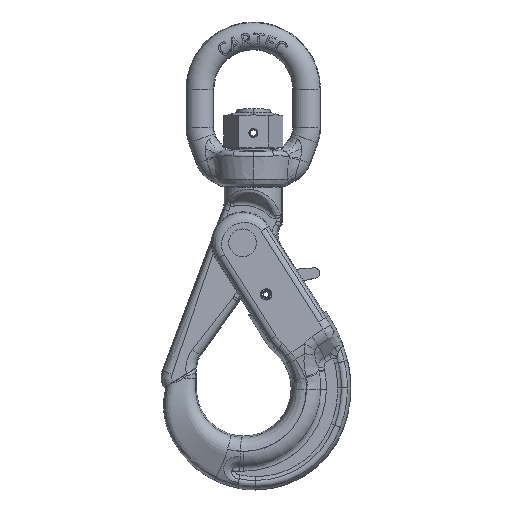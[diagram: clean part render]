
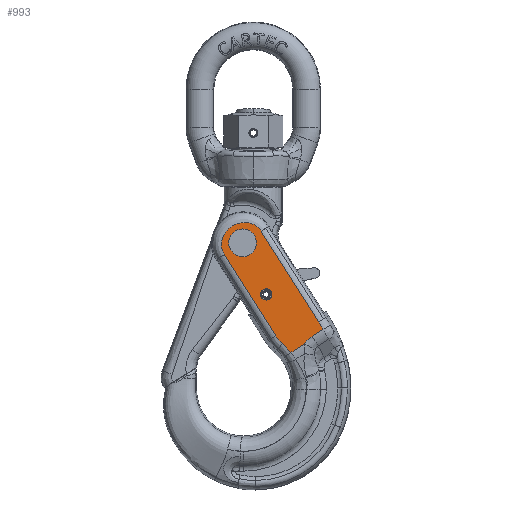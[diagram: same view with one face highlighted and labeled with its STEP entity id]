
A CAD part, top view. The second image highlights one B-rep face of the part: STEP entity #993.
In plain terms, the highlighted planar face has unit normal (0, 0, 1).
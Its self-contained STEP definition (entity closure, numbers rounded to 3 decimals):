
#993=ADVANCED_FACE('',(#2545,#2546,#2547),#2548,.F.);
#2545=FACE_OUTER_BOUND('',#4919,.T.);
#2546=FACE_BOUND('',#4920,.T.);
#2547=FACE_BOUND('',#4921,.T.);
#2548=PLANE('',#4922);
#4919=EDGE_LOOP('',(#34734,#34735,#34736,#34737,#34738,#34739,#34740,#34741,#34742));
#4920=EDGE_LOOP('',(#34743,#34744));
#4921=EDGE_LOOP('',(#34745,#34746));
#4922=AXIS2_PLACEMENT_3D('',#34747,#34748,#34749);
#34734=ORIENTED_EDGE('',*,*,#39885,.T.);
#34735=ORIENTED_EDGE('',*,*,#39906,.T.);
#34736=ORIENTED_EDGE('',*,*,#39888,.T.);
#34737=ORIENTED_EDGE('',*,*,#39898,.T.);
#34738=ORIENTED_EDGE('',*,*,#39902,.T.);
#34739=ORIENTED_EDGE('',*,*,#39907,.T.);
#34740=ORIENTED_EDGE('',*,*,#39785,.T.);
#34741=ORIENTED_EDGE('',*,*,#39870,.T.);
#34742=ORIENTED_EDGE('',*,*,#39790,.T.);
#34743=ORIENTED_EDGE('',*,*,#39796,.T.);
#34744=ORIENTED_EDGE('',*,*,#39878,.T.);
#34745=ORIENTED_EDGE('',*,*,#39801,.T.);
#34746=ORIENTED_EDGE('',*,*,#39875,.T.);
#34747=CARTESIAN_POINT('',(15.924,32.75,13.75));
#34748=DIRECTION('',(0.0,0.0,-1.0));
#34749=DIRECTION('',(0.0,-1.0,0.0));
#39785=EDGE_CURVE('',#42398,#42396,#42399,.T.);
#39790=EDGE_CURVE('',#42407,#42405,#42408,.T.);
#39796=EDGE_CURVE('',#42412,#42416,#42418,.T.);
#39801=EDGE_CURVE('',#42421,#42425,#42427,.T.);
#39870=EDGE_CURVE('',#42396,#42407,#42548,.T.);
#39875=EDGE_CURVE('',#42425,#42421,#42555,.T.);
#39878=EDGE_CURVE('',#42416,#42412,#42558,.T.);
#39885=EDGE_CURVE('',#42405,#42565,#42567,.T.);
#39888=EDGE_CURVE('',#42570,#42571,#42572,.T.);
#39898=EDGE_CURVE('',#42571,#42585,#42588,.T.);
#39902=EDGE_CURVE('',#42585,#42592,#42594,.T.);
#39906=EDGE_CURVE('',#42565,#42570,#42599,.T.);
#39907=EDGE_CURVE('',#42592,#42398,#42600,.T.);
#42396=VERTEX_POINT('',#46482);
#42398=VERTEX_POINT('',#46484);
#42399=LINE('',#46485,#46486);
#42405=VERTEX_POINT('',#46493);
#42407=VERTEX_POINT('',#46495);
#42408=LINE('',#46496,#46497);
#42412=VERTEX_POINT('',#46501);
#42416=VERTEX_POINT('',#46506);
#42418=CIRCLE('',#46509,2.625);
#42421=VERTEX_POINT('',#46512);
#42425=VERTEX_POINT('',#46517);
#42427=CIRCLE('',#46520,6.125);
#42548=B_SPLINE_CURVE_WITH_KNOTS('',3,(#47775,#47776,#47777,#47778,#47779,#47780,#47781,#47782,#47783,#47784,#47785,#47786,#47787,#47788,#47789,#47790,#47791,#47792,#47793,#47794,#47795,#47796,#47797,#47798,#47799,#47800,#47801,#47802,#47803,#47804,#47805,#47806,#47807,#47808,#47809,#47810,#47811),.UNSPECIFIED.,.F.,.F.,(4,3,3,3,3,3,3,3,3,3,3,3,4),(-1.0,-0.938,-0.875,-0.813,-0.75,-0.625,-0.5,-0.375,-0.25,-0.188,-0.125,-0.062,0.),.UNSPECIFIED.);
#42555=CIRCLE('',#47854,6.125);
#42558=CIRCLE('',#47857,2.625);
#42565=VERTEX_POINT('',#47865);
#42567=B_SPLINE_CURVE_WITH_KNOTS('',3,(#47867,#47868,#47869,#47870,#47871,#47872),.UNSPECIFIED.,.F.,.F.,(4,2,4),(0.699,0.712,0.725),.UNSPECIFIED.);
#42570=VERTEX_POINT('',#47881);
#42571=VERTEX_POINT('',#47882);
#42572=LINE('',#47883,#47884);
#42585=VERTEX_POINT('',#47937);
#42588=B_SPLINE_CURVE_WITH_KNOTS('',3,(#47940,#47941,#47942,#47943,#47944,#47945,#47946,#47947,#47948,#47949,#47950,#47951,#47952),.UNSPECIFIED.,.F.,.F.,(4,3,3,3,4),(0.0,0.25,0.5,0.75,1.0),.UNSPECIFIED.);
#42592=VERTEX_POINT('',#47974);
#42594=LINE('',#47997,#47998);
#42599=B_SPLINE_CURVE_WITH_KNOTS('',3,(#48007,#48008,#48009,#48010,#48011,#48012,#48013,#48014,#48015,#48016,#48017,#48018,#48019,#48020,#48021,#48022,#48023,#48024,#48025,#48026,#48027,#48028),.UNSPECIFIED.,.F.,.F.,(4,3,3,3,3,3,3,4),(-1.0,-0.5,-0.25,-0.125,-0.094,-0.078,-0.063,0.0),.UNSPECIFIED.);
#42600=CIRCLE('',#48029,64.406);
#46482=CARTESIAN_POINT('',(8.097,73.761,13.75));
#46484=CARTESIAN_POINT('',(35.027,31.244,13.75));
#46485=CARTESIAN_POINT('',(35.027,31.244,13.75));
#46486=VECTOR('',#63106,10.0);
#46493=CARTESIAN_POINT('',(14.985,24.741,13.75));
#46495=CARTESIAN_POINT('',(-9.147,62.839,13.75));
#46496=CARTESIAN_POINT('',(-9.147,62.839,13.75));
#46497=VECTOR('',#63114,10.0);
#46501=CARTESIAN_POINT('',(7.914,44.105,13.75));
#46506=CARTESIAN_POINT('',(13.164,44.105,13.75));
#46509=AXIS2_PLACEMENT_3D('',#63123,#63124,#63125);
#46512=CARTESIAN_POINT('',(-6.65,68.3,13.75));
#46517=CARTESIAN_POINT('',(5.6,68.3,13.75));
#46520=AXIS2_PLACEMENT_3D('',#63131,#63132,#63133);
#47775=CARTESIAN_POINT('',(8.097,73.761,13.75));
#47776=CARTESIAN_POINT('',(7.747,74.314,13.75));
#47777=CARTESIAN_POINT('',(7.333,74.828,13.75));
#47778=CARTESIAN_POINT('',(6.87,75.288,13.75));
#47779=CARTESIAN_POINT('',(6.406,75.747,13.75));
#47780=CARTESIAN_POINT('',(5.889,76.155,13.75));
#47781=CARTESIAN_POINT('',(5.336,76.498,13.75));
#47782=CARTESIAN_POINT('',(4.783,76.841,13.75));
#47783=CARTESIAN_POINT('',(4.192,77.121,13.75));
#47784=CARTESIAN_POINT('',(3.581,77.33,13.75));
#47785=CARTESIAN_POINT('',(2.97,77.54,13.75));
#47786=CARTESIAN_POINT('',(2.336,77.679,13.75));
#47787=CARTESIAN_POINT('',(1.702,77.746,13.75));
#47788=CARTESIAN_POINT('',(0.432,77.879,13.75));
#47789=CARTESIAN_POINT('',(-0.84,77.792,13.75));
#47790=CARTESIAN_POINT('',(-2.048,77.506,13.75));
#47791=CARTESIAN_POINT('',(-3.255,77.22,13.75));
#47792=CARTESIAN_POINT('',(-4.409,76.732,13.75));
#47793=CARTESIAN_POINT('',(-5.449,76.074,13.75));
#47794=CARTESIAN_POINT('',(-6.488,75.415,13.75));
#47795=CARTESIAN_POINT('',(-7.422,74.581,13.75));
#47796=CARTESIAN_POINT('',(-8.197,73.611,13.75));
#47797=CARTESIAN_POINT('',(-8.972,72.641,13.75));
#47798=CARTESIAN_POINT('',(-9.593,71.529,13.75));
#47799=CARTESIAN_POINT('',(-10.016,70.324,13.75));
#47800=CARTESIAN_POINT('',(-10.227,69.722,13.75));
#47801=CARTESIAN_POINT('',(-10.372,69.089,13.75));
#47802=CARTESIAN_POINT('',(-10.444,68.447,13.75));
#47803=CARTESIAN_POINT('',(-10.515,67.806,13.75));
#47804=CARTESIAN_POINT('',(-10.515,67.151,13.75));
#47805=CARTESIAN_POINT('',(-10.441,66.505,13.75));
#47806=CARTESIAN_POINT('',(-10.367,65.859,13.75));
#47807=CARTESIAN_POINT('',(-10.219,65.217,13.75));
#47808=CARTESIAN_POINT('',(-10.002,64.601,13.75));
#47809=CARTESIAN_POINT('',(-9.785,63.985,13.75));
#47810=CARTESIAN_POINT('',(-9.497,63.391,13.75));
#47811=CARTESIAN_POINT('',(-9.147,62.839,13.75));
#47854=AXIS2_PLACEMENT_3D('',#63266,#63267,#63268);
#47857=AXIS2_PLACEMENT_3D('',#63272,#63273,#63274);
#47865=CARTESIAN_POINT('',(18.198,21.008,13.75));
#47867=CARTESIAN_POINT('',(14.985,24.741,13.75));
#47868=CARTESIAN_POINT('',(15.424,24.047,13.75));
#47869=CARTESIAN_POINT('',(15.916,23.382,13.75));
#47870=CARTESIAN_POINT('',(16.993,22.132,13.75));
#47871=CARTESIAN_POINT('',(17.577,21.546,13.75));
#47872=CARTESIAN_POINT('',(18.198,21.008,13.75));
#47881=CARTESIAN_POINT('',(22.076,16.889,13.75));
#47882=CARTESIAN_POINT('',(28.61,21.028,13.75));
#47883=CARTESIAN_POINT('',(22.076,16.889,13.75));
#47884=VECTOR('',#63285,7.735);
#47937=CARTESIAN_POINT('',(32.062,24.554,13.75));
#47940=CARTESIAN_POINT('',(28.61,21.028,13.75));
#47941=CARTESIAN_POINT('',(28.831,21.383,13.75));
#47942=CARTESIAN_POINT('',(29.067,21.723,13.75));
#47943=CARTESIAN_POINT('',(29.321,22.049,13.75));
#47944=CARTESIAN_POINT('',(29.574,22.375,13.75));
#47945=CARTESIAN_POINT('',(29.844,22.686,13.75));
#47946=CARTESIAN_POINT('',(30.131,22.981,13.75));
#47947=CARTESIAN_POINT('',(30.418,23.277,13.75));
#47948=CARTESIAN_POINT('',(30.722,23.557,13.75));
#47949=CARTESIAN_POINT('',(31.045,23.82,13.75));
#47950=CARTESIAN_POINT('',(31.368,24.084,13.75));
#47951=CARTESIAN_POINT('',(31.708,24.33,13.75));
#47952=CARTESIAN_POINT('',(32.062,24.554,13.75));
#47974=CARTESIAN_POINT('',(37.094,27.741,13.75));
#47997=CARTESIAN_POINT('',(32.062,24.554,13.75));
#47998=VECTOR('',#63296,5.957);
#48007=CARTESIAN_POINT('',(18.198,21.008,13.75));
#48008=CARTESIAN_POINT('',(18.921,20.382,13.75));
#48009=CARTESIAN_POINT('',(19.614,19.716,13.75));
#48010=CARTESIAN_POINT('',(20.27,19.017,13.75));
#48011=CARTESIAN_POINT('',(20.598,18.667,13.75));
#48012=CARTESIAN_POINT('',(20.917,18.309,13.75));
#48013=CARTESIAN_POINT('',(21.227,17.943,13.75));
#48014=CARTESIAN_POINT('',(21.382,17.76,13.75));
#48015=CARTESIAN_POINT('',(21.534,17.575,13.75));
#48016=CARTESIAN_POINT('',(21.684,17.388,13.75));
#48017=CARTESIAN_POINT('',(21.721,17.341,13.75));
#48018=CARTESIAN_POINT('',(21.758,17.294,13.75));
#48019=CARTESIAN_POINT('',(21.795,17.247,13.75));
#48020=CARTESIAN_POINT('',(21.814,17.224,13.75));
#48021=CARTESIAN_POINT('',(21.832,17.201,13.75));
#48022=CARTESIAN_POINT('',(21.851,17.177,13.75));
#48023=CARTESIAN_POINT('',(21.869,17.153,13.75));
#48024=CARTESIAN_POINT('',(21.883,17.136,13.75));
#48025=CARTESIAN_POINT('',(21.898,17.117,13.75));
#48026=CARTESIAN_POINT('',(21.958,17.041,13.75));
#48027=CARTESIAN_POINT('',(22.017,16.965,13.75));
#48028=CARTESIAN_POINT('',(22.076,16.889,13.75));
#48029=AXIS2_PLACEMENT_3D('',#63298,#63299,#63300);
#63106=DIRECTION('',(-0.535,0.845,0.0));
#63114=DIRECTION('',(0.535,-0.845,0.));
#63123=CARTESIAN_POINT('',(10.539,44.105,13.75));
#63124=DIRECTION('',(0.0,0.0,-1.0));
#63125=DIRECTION('',(-1.0,0.0,0.0));
#63131=CARTESIAN_POINT('',(-0.525,68.3,13.75));
#63132=DIRECTION('',(0.0,0.0,-1.0));
#63133=DIRECTION('',(-1.0,0.0,0.0));
#63266=CARTESIAN_POINT('',(-0.525,68.3,13.75));
#63267=DIRECTION('',(0.0,0.0,-1.0));
#63268=DIRECTION('',(-1.0,0.0,0.0));
#63272=CARTESIAN_POINT('',(10.539,44.105,13.75));
#63273=DIRECTION('',(0.0,0.0,-1.0));
#63274=DIRECTION('',(-1.0,0.0,0.0));
#63285=DIRECTION('',(0.845,0.535,0.0));
#63296=DIRECTION('',(0.845,0.535,0.0));
#63298=CARTESIAN_POINT('',(-19.382,-3.219,13.75));
#63299=DIRECTION('',(0.,0.,1.0));
#63300=DIRECTION('',(0.845,0.535,0.));
